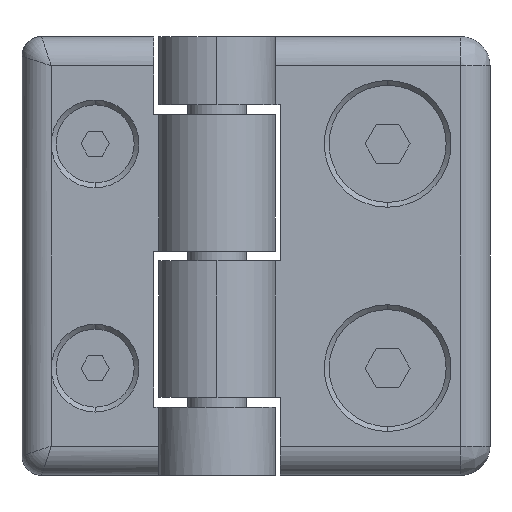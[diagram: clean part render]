
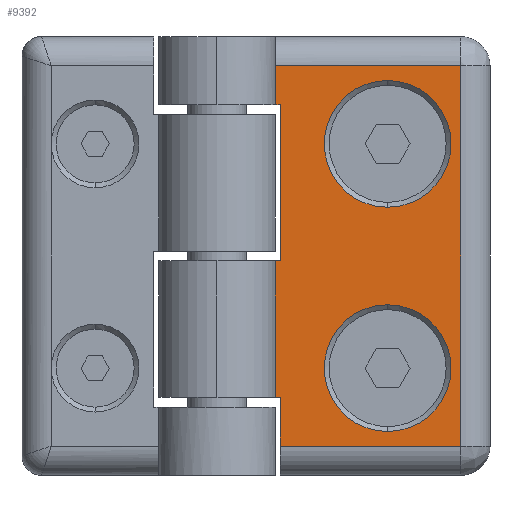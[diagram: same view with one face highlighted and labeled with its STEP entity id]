
A CAD part, front view. The second image highlights one B-rep face of the part: STEP entity #9392.
In plain terms, the highlighted planar face has unit normal (0, -1, 0).
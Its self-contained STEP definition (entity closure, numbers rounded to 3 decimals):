
#215 = CIRCLE ( 'NONE', #1532, 6.5 ) ;
#403 = CARTESIAN_POINT ( 'NONE',  ( 6.5, -5., -19.5 ) ) ;
#668 = EDGE_CURVE ( 'NONE', #3739, #952, #8240, .T. ) ;
#681 = CARTESIAN_POINT ( 'NONE',  ( 6.5, -5., -14.5 ) ) ;
#906 = CARTESIAN_POINT ( 'NONE',  ( 6.5, -5., 22.5 ) ) ;
#952 = VERTEX_POINT ( 'NONE', #1451 ) ;
#1008 = PLANE ( 'NONE',  #7372 ) ;
#1229 = FACE_OUTER_BOUND ( 'NONE', #9811, .T. ) ;
#1434 = DIRECTION ( 'NONE',  ( 0., 0., 1. ) ) ;
#1451 = CARTESIAN_POINT ( 'NONE',  ( 5.916, -5., 19.5 ) ) ;
#1471 = CARTESIAN_POINT ( 'NONE',  ( 5.916, -5., -0.5 ) ) ;
#1532 = AXIS2_PLACEMENT_3D ( 'NONE', #6384, #8756, #4702 ) ;
#1772 = DIRECTION ( 'NONE',  ( 0., 1., 0. ) ) ;
#1784 = CARTESIAN_POINT ( 'NONE',  ( 25., -5., -19.5 ) ) ;
#1791 = ORIENTED_EDGE ( 'NONE', *, *, #2580, .T. ) ;
#1862 = FACE_BOUND ( 'NONE', #2350, .T. ) ;
#2063 = AXIS2_PLACEMENT_3D ( 'NONE', #8965, #1772, #2565 ) ;
#2097 = VECTOR ( 'NONE', #8144, 1000. ) ;
#2233 = ORIENTED_EDGE ( 'NONE', *, *, #3759, .T. ) ;
#2319 = ORIENTED_EDGE ( 'NONE', *, *, #8432, .T. ) ;
#2350 = EDGE_LOOP ( 'NONE', ( #3646, #2622 ) ) ;
#2565 = DIRECTION ( 'NONE',  ( 0., 0., -1. ) ) ;
#2580 = EDGE_CURVE ( 'NONE', #4674, #8055, #6288, .T. ) ;
#2622 = ORIENTED_EDGE ( 'NONE', *, *, #7875, .T. ) ;
#2706 = AXIS2_PLACEMENT_3D ( 'NONE', #4019, #3133, #8858 ) ;
#2714 = VECTOR ( 'NONE', #8517, 1000. ) ;
#2868 = ORIENTED_EDGE ( 'NONE', *, *, #6363, .T. ) ;
#3133 = DIRECTION ( 'NONE',  ( 0., 1., 0. ) ) ;
#3415 = VECTOR ( 'NONE', #7944, 1000. ) ;
#3646 = ORIENTED_EDGE ( 'NONE', *, *, #10397, .T. ) ;
#3676 = LINE ( 'NONE', #10432, #9331 ) ;
#3739 = VERTEX_POINT ( 'NONE', #4105 ) ;
#3759 = EDGE_CURVE ( 'NONE', #5284, #7270, #3676, .T. ) ;
#4019 = CARTESIAN_POINT ( 'NONE',  ( 17.5, -5., -11.5 ) ) ;
#4037 = DIRECTION ( 'NONE',  ( 1., 0., 0. ) ) ;
#4105 = CARTESIAN_POINT ( 'NONE',  ( 25., -5., 19.5 ) ) ;
#4113 = EDGE_CURVE ( 'NONE', #5789, #3739, #6700, .T. ) ;
#4352 = VERTEX_POINT ( 'NONE', #9545 ) ;
#4363 = CARTESIAN_POINT ( 'NONE',  ( 28., -5., -14.5 ) ) ;
#4371 = LINE ( 'NONE', #906, #2097 ) ;
#4385 = CARTESIAN_POINT ( 'NONE',  ( 17.5, -5., -18. ) ) ;
#4412 = EDGE_CURVE ( 'NONE', #4674, #10007, #5306, .T. ) ;
#4484 = CARTESIAN_POINT ( 'NONE',  ( 28., -5., 19.5 ) ) ;
#4573 = ORIENTED_EDGE ( 'NONE', *, *, #4412, .F. ) ;
#4674 = VERTEX_POINT ( 'NONE', #1471 ) ;
#4702 = DIRECTION ( 'NONE',  ( 0., 0., -1. ) ) ;
#4718 = EDGE_CURVE ( 'NONE', #10007, #7270, #9834, .T. ) ;
#4984 = ORIENTED_EDGE ( 'NONE', *, *, #10208, .F. ) ;
#5109 = DIRECTION ( 'NONE',  ( -1., 0., 0. ) ) ;
#5152 = CARTESIAN_POINT ( 'NONE',  ( 6.5, -5., 15.5 ) ) ;
#5162 = VERTEX_POINT ( 'NONE', #4385 ) ;
#5284 = VERTEX_POINT ( 'NONE', #9300 ) ;
#5306 = LINE ( 'NONE', #5513, #3415 ) ;
#5510 = VECTOR ( 'NONE', #5520, 1000. ) ;
#5513 = CARTESIAN_POINT ( 'NONE',  ( 28., -5., -0.5 ) ) ;
#5520 = DIRECTION ( 'NONE',  ( 1., 0., 0. ) ) ;
#5558 = CARTESIAN_POINT ( 'NONE',  ( 6.5, -5., 22.5 ) ) ;
#5789 = VERTEX_POINT ( 'NONE', #1784 ) ;
#5852 = VERTEX_POINT ( 'NONE', #6598 ) ;
#5953 = CIRCLE ( 'NONE', #6870, 6.5 ) ;
#5988 = VERTEX_POINT ( 'NONE', #403 ) ;
#6288 = LINE ( 'NONE', #8619, #7039 ) ;
#6363 = EDGE_CURVE ( 'NONE', #5162, #5852, #9937, .T. ) ;
#6384 = CARTESIAN_POINT ( 'NONE',  ( 17.5, -5., -11.5 ) ) ;
#6598 = CARTESIAN_POINT ( 'NONE',  ( 17.5, -5., -5. ) ) ;
#6629 = CARTESIAN_POINT ( 'NONE',  ( 28., -5., 22.5 ) ) ;
#6689 = DIRECTION ( 'NONE',  ( 0., 0., -1. ) ) ;
#6700 = LINE ( 'NONE', #7600, #10341 ) ;
#6748 = VERTEX_POINT ( 'NONE', #7122 ) ;
#6825 = DIRECTION ( 'NONE',  ( 0., 0., 1. ) ) ;
#6870 = AXIS2_PLACEMENT_3D ( 'NONE', #9956, #8303, #6689 ) ;
#7039 = VECTOR ( 'NONE', #10278, 1000. ) ;
#7084 = EDGE_LOOP ( 'NONE', ( #2868, #7724 ) ) ;
#7122 = CARTESIAN_POINT ( 'NONE',  ( 17.5, -5., 18. ) ) ;
#7270 = VERTEX_POINT ( 'NONE', #5152 ) ;
#7289 = ORIENTED_EDGE ( 'NONE', *, *, #7987, .F. ) ;
#7336 = DIRECTION ( 'NONE',  ( 0., 0., -1. ) ) ;
#7368 = CARTESIAN_POINT ( 'NONE',  ( 5.916, -5., 22.5 ) ) ;
#7372 = AXIS2_PLACEMENT_3D ( 'NONE', #6629, #9724, #7336 ) ;
#7432 = ORIENTED_EDGE ( 'NONE', *, *, #4718, .F. ) ;
#7600 = CARTESIAN_POINT ( 'NONE',  ( 25., -5., 22.5 ) ) ;
#7692 = VECTOR ( 'NONE', #1434, 1000. ) ;
#7724 = ORIENTED_EDGE ( 'NONE', *, *, #10045, .T. ) ;
#7730 = CARTESIAN_POINT ( 'NONE',  ( 5.916, -5., -14.5 ) ) ;
#7757 = LINE ( 'NONE', #8673, #5510 ) ;
#7760 = LINE ( 'NONE', #7368, #8034 ) ;
#7875 = EDGE_CURVE ( 'NONE', #6748, #4352, #5953, .T. ) ;
#7888 = CARTESIAN_POINT ( 'NONE',  ( 6.5, -5., -0.5 ) ) ;
#7934 = ORIENTED_EDGE ( 'NONE', *, *, #4113, .T. ) ;
#7944 = DIRECTION ( 'NONE',  ( 1., 0., 0. ) ) ;
#7987 = EDGE_CURVE ( 'NONE', #10061, #8055, #9851, .T. ) ;
#8022 = CIRCLE ( 'NONE', #2063, 6.5 ) ;
#8034 = VECTOR ( 'NONE', #9826, 1000. ) ;
#8055 = VERTEX_POINT ( 'NONE', #7730 ) ;
#8144 = DIRECTION ( 'NONE',  ( 0., 0., 1. ) ) ;
#8240 = LINE ( 'NONE', #4484, #2714 ) ;
#8303 = DIRECTION ( 'NONE',  ( 0., 1., 0. ) ) ;
#8432 = EDGE_CURVE ( 'NONE', #5988, #5789, #7757, .T. ) ;
#8517 = DIRECTION ( 'NONE',  ( -1., 0., 0. ) ) ;
#8587 = VECTOR ( 'NONE', #5109, 1000. ) ;
#8619 = CARTESIAN_POINT ( 'NONE',  ( 5.916, -5., 22.5 ) ) ;
#8673 = CARTESIAN_POINT ( 'NONE',  ( 28., -5., -19.5 ) ) ;
#8756 = DIRECTION ( 'NONE',  ( 0., 1., 0. ) ) ;
#8858 = DIRECTION ( 'NONE',  ( 0., 0., -1. ) ) ;
#8965 = CARTESIAN_POINT ( 'NONE',  ( 17.5, -5., 11.5 ) ) ;
#9034 = ORIENTED_EDGE ( 'NONE', *, *, #668, .T. ) ;
#9300 = CARTESIAN_POINT ( 'NONE',  ( 5.916, -5., 15.5 ) ) ;
#9331 = VECTOR ( 'NONE', #4037, 1000. ) ;
#9392 = ADVANCED_FACE ( 'NONE', ( #1862, #9901, #1229 ), #1008, .T. ) ;
#9545 = CARTESIAN_POINT ( 'NONE',  ( 17.5, -5., 5. ) ) ;
#9547 = EDGE_CURVE ( 'NONE', #952, #5284, #7760, .T. ) ;
#9724 = DIRECTION ( 'NONE',  ( 0., -1., 0. ) ) ;
#9811 = EDGE_LOOP ( 'NONE', ( #9920, #2233, #7432, #4573, #1791, #7289, #4984, #2319, #7934, #9034 ) ) ;
#9826 = DIRECTION ( 'NONE',  ( 0., 0., -1. ) ) ;
#9834 = LINE ( 'NONE', #5558, #7692 ) ;
#9851 = LINE ( 'NONE', #4363, #8587 ) ;
#9901 = FACE_BOUND ( 'NONE', #7084, .T. ) ;
#9920 = ORIENTED_EDGE ( 'NONE', *, *, #9547, .T. ) ;
#9937 = CIRCLE ( 'NONE', #2706, 6.5 ) ;
#9956 = CARTESIAN_POINT ( 'NONE',  ( 17.5, -5., 11.5 ) ) ;
#10007 = VERTEX_POINT ( 'NONE', #7888 ) ;
#10045 = EDGE_CURVE ( 'NONE', #5852, #5162, #215, .T. ) ;
#10061 = VERTEX_POINT ( 'NONE', #681 ) ;
#10208 = EDGE_CURVE ( 'NONE', #5988, #10061, #4371, .T. ) ;
#10278 = DIRECTION ( 'NONE',  ( 0., 0., -1. ) ) ;
#10341 = VECTOR ( 'NONE', #6825, 1000. ) ;
#10397 = EDGE_CURVE ( 'NONE', #4352, #6748, #8022, .T. ) ;
#10432 = CARTESIAN_POINT ( 'NONE',  ( 28., -5., 15.5 ) ) ;
